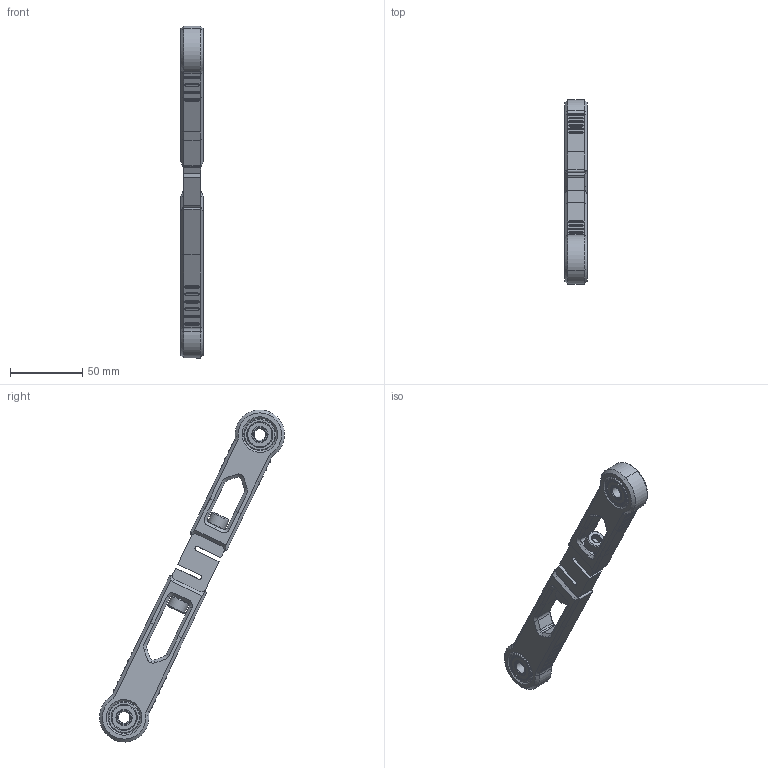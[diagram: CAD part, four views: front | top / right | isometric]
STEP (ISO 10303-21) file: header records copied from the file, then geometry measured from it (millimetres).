
FILE_DESCRIPTION(/* description */ (''),/* implementation_level */ '2;1');
FILE_NAME(/* name */ 'Load_Cell_Arm_V1.step',/* time_stamp */ '2025-04-28T23:18:09-07:00',/* author */ (''),/* organization */ (''),/* preprocessor_version */ 'ST-DEVELOPER v20.1',/* originating_system */ 'Autodesk Translation Framework v14.4.0.0',/* authorisation */ '');
FILE_SCHEMA (('AUTOMOTIVE_DESIGN { 1 0 10303 214 3 1 1 }'));
Length unit declared in the file: millimetre
Products named in the file (4): Load_Cell_Arm_V1; Load Cell Arm; 5972K501_Ball Bearing; 91292A080_18-8 Stainless Steel Socket Head Screw
Assembly tree (7 placements, depth 3):
  Load_Cell_Arm_V1
    Load Cell Arm
      5972K501_Ball Bearing  x4
      91292A080_18-8 Stainless Steel Socket Head Screw  x2
Bounding box: 15.62 x 127.67 x 229.12 mm (x, y, z)
Volume: 78546.3 mm3; surface area: 39617 mm2
Topology: 57 solids, 57 shells, 1344 faces, 3597 edges, 2336 vertices
Faces by surface type: plane 604, cone 400, cylinder 184, torus 120, sphere 28, bspline 8
Full cylindrical faces by diameter (mm): 6.376 x26, 7 x2, 8 x30, 8.5 x2, 10.756 x16, 11.374 x8, 13 x2, 17.178 x8, 17.475 x8, 18.092 x16, 19.244 x8, 22 x4
Entity records: 22417 total; most frequent: CARTESIAN_POINT 6685, DIRECTION 3321, ORIENTED_EDGE 3232, EDGE_CURVE 1616, AXIS2_PLACEMENT_3D 1182, VERTEX_POINT 1038, LINE 957, VECTOR 957
